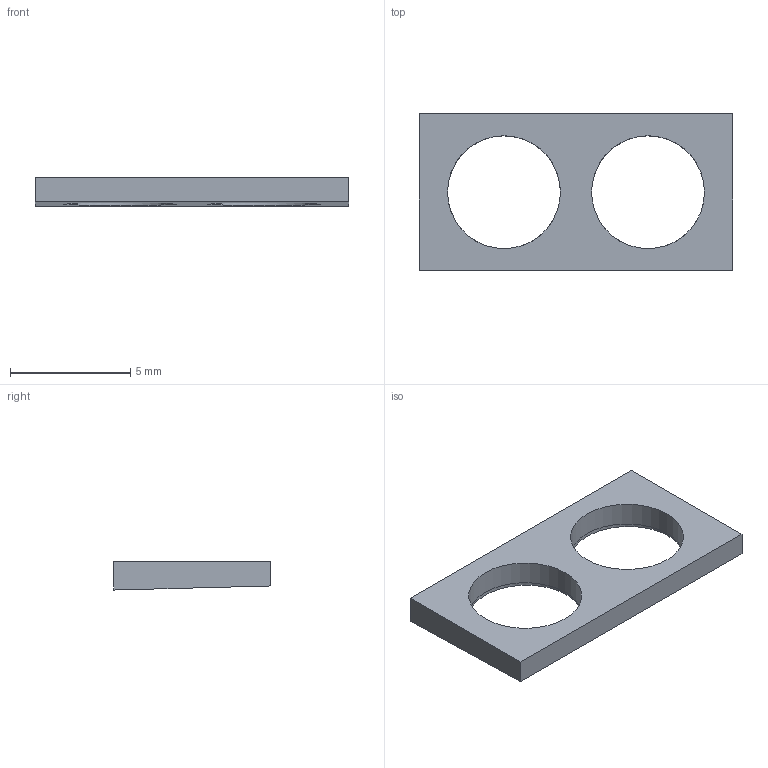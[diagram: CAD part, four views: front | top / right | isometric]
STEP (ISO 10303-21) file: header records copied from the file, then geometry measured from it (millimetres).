
FILE_DESCRIPTION(/* description */ (''),/* implementation_level */ '2;1');
FILE_NAME(/* name */ 'tilt fix.step',/* time_stamp */ '2025-11-17T04:55:26-06:00',/* author */ (''),/* organization */ (''),/* preprocessor_version */ 'ST-DEVELOPER v20.1',/* originating_system */ 'Autodesk Translation Framework v14.21.0.0',/* authorisation */ '');
FILE_SCHEMA (('AUTOMOTIVE_DESIGN { 1 0 10303 214 3 1 1 }'));
Length unit declared in the file: millimetre
Products named in the file (1): tilt fix
Bounding box: 13.04 x 6.52 x 1.17 mm (x, y, z)
Volume: 54.6 mm3; surface area: 175 mm2
Topology: 1 solids, 1 shells, 11 faces, 27 edges, 18 vertices
Faces by surface type: plane 7, bspline 2, cylinder 2
Full cylindrical faces by diameter (mm): 4.7 x2
Entity records: 394 total; most frequent: CARTESIAN_POINT 93, ORIENTED_EDGE 54, DIRECTION 53, EDGE_CURVE 27, VERTEX_POINT 18, AXIS2_PLACEMENT_3D 18, LINE 17, VECTOR 17
